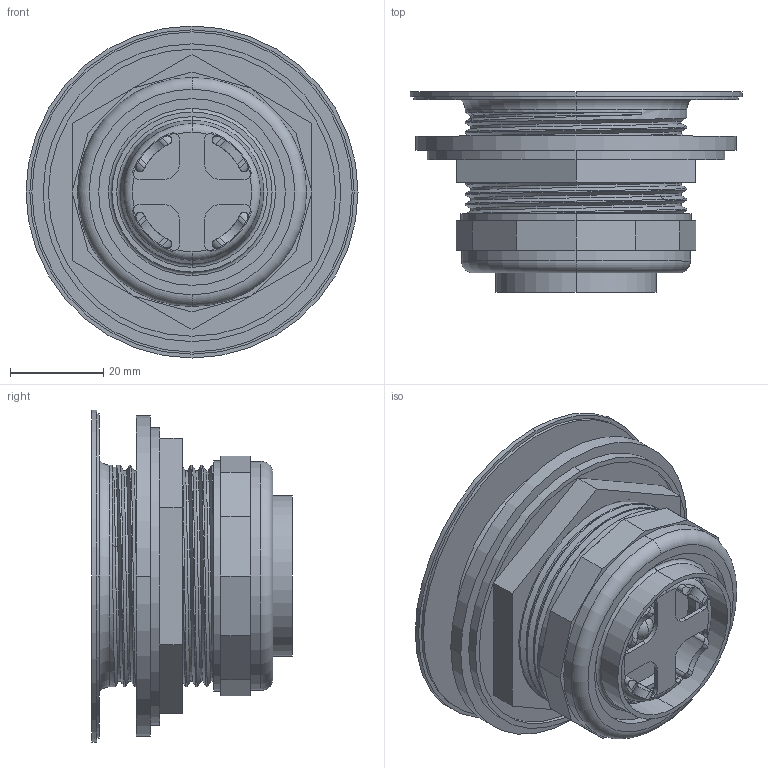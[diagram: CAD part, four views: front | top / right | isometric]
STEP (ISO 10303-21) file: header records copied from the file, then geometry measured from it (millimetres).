
FILE_DESCRIPTION((''),'2;1');
FILE_NAME('131_ASM','2019-09-26T10:16:24',('rsmith'),(''),'CREO PARAMETRIC BY PTC INC, 2018400','CREO PARAMETRIC BY PTC INC, 2018400','');
FILE_SCHEMA(('CONFIG_CONTROL_DESIGN'));
Length unit declared in the file: inch
Products named in the file (10): 50132; 50133; 50135; 91138; 50134; 91170; 50136; 91715; 50137; 131_ASM
Assembly tree (9 placements, depth 2):
  131_ASM
    50132
    50133
    50135
    91138
    50134
    91170
    50136
    91715
    50137
Bounding box: 71.37 x 43.08 x 71.37 mm (x, y, z)
Volume: 32962.7 mm3; surface area: 63419.8 mm2
Topology: 9 solids, 13 shells, 346 faces, 994 edges, 672 vertices
Faces by surface type: cylinder 180, plane 75, torus 42, bspline 26, cone 15, sphere 8
Entity records: 21811 total; most frequent: CARTESIAN_POINT 12481, DIRECTION 1895, ORIENTED_EDGE 1862, EDGE_CURVE 986, AXIS2_PLACEMENT_3D 795, VERTEX_POINT 672, EDGE_LOOP 452, CIRCLE 450
